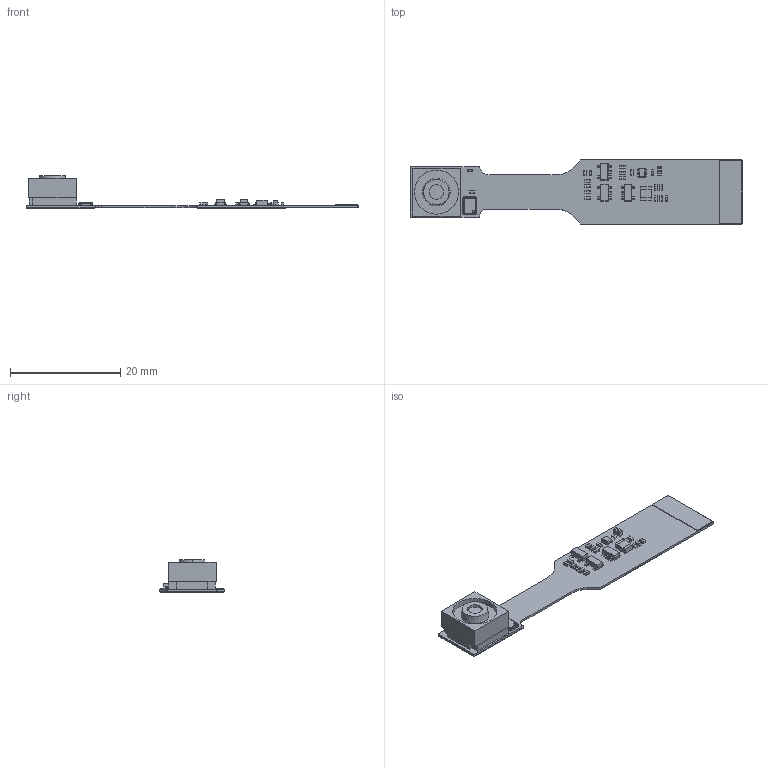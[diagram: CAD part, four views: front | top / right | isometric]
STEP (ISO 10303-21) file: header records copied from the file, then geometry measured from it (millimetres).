
FILE_DESCRIPTION (( 'STEP AP214' ), '1' );
FILE_NAME ('B0391.STEP', '2022-08-22T02:18:21', ( '' ), ( '' ), 'SwSTEP 2.0', 'SolidWorks 2021', '' );
FILE_SCHEMA (( 'AUTOMOTIVE_DESIGN' ));
Length unit declared in the file: millimetre
Products named in the file (1): B0391
Bounding box: 60.2 x 11.7 x 5.98 mm (x, y, z)
Volume: 688.2 mm3; surface area: 2719.5 mm2
Topology: 67 solids, 67 shells, 1001 faces, 2398 edges, 1522 vertices
Faces by surface type: plane 796, cylinder 154, sphere 20, bspline 19, torus 10, cone 2
Entity records: 40740 total; most frequent: CARTESIAN_POINT 6103, ORIENTED_EDGE 4764, DIRECTION 4566, EDGE_CURVE 2382, LINE 2012, VECTOR 2012, VERTEX_POINT 1522, AXIS2_PLACEMENT_3D 1277
